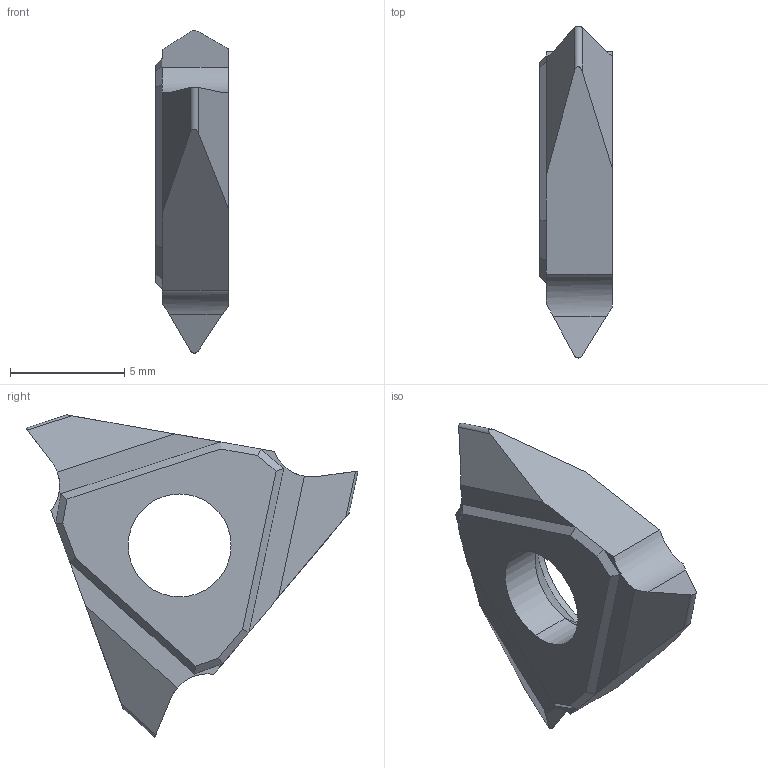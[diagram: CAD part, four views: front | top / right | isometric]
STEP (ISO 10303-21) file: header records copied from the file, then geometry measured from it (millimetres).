
FILE_DESCRIPTION((''),'2;1');
FILE_NAME('SMTTR16036002-----','2021-01-19T14:23:22',('tlyac07'),('PTC Japan'),'CREO PARAMETRIC BY PTC INC, 2018500','CREO PARAMETRIC BY PTC INC, 2018500','');
FILE_SCHEMA(('AUTOMOTIVE_DESIGN { 1 0 10303 214 1 1 1 1 }'));
Length unit declared in the file: millimetre
Products named in the file (1): SMTTR16036002-----
Bounding box: 3.18 x 14.51 x 14.08 mm (x, y, z)
Volume: 239.3 mm3; surface area: 324.1 mm2
Topology: 1 solids, 1 shells, 38 faces, 112 edges, 76 vertices
Faces by surface type: plane 26, cylinder 10, cone 2
Entity records: 1696 total; most frequent: CARTESIAN_POINT 317, ORIENTED_EDGE 196, DIRECTION 194, EDGE_CURVE 98, VECTOR 80, LINE 80, VERTEX_POINT 62, AXIS2_PLACEMENT_3D 57
